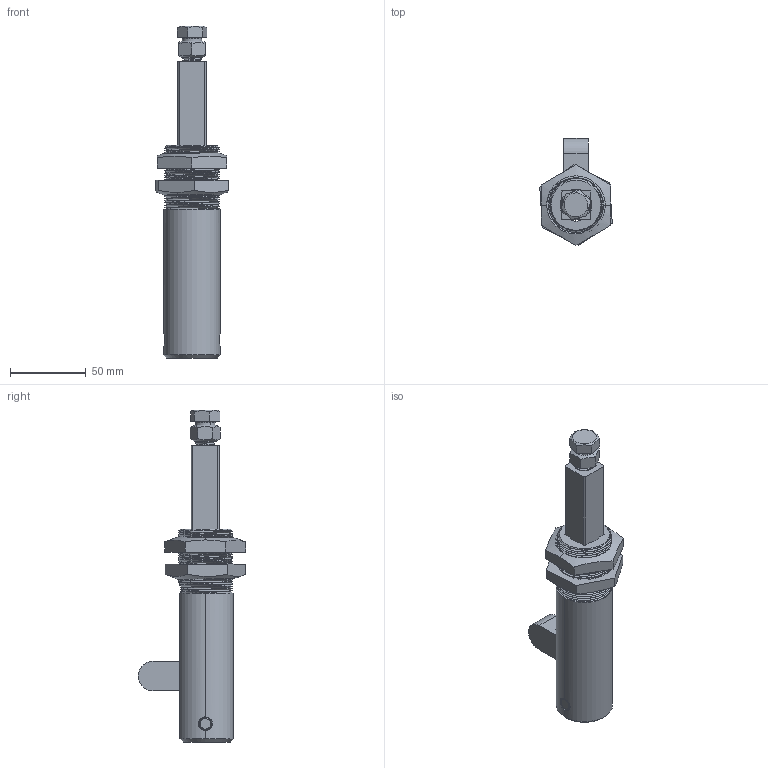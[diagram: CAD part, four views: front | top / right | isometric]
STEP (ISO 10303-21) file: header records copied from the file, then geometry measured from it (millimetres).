
FILE_DESCRIPTION (( 'STEP AP203' ), '1' );
FILE_NAME ('CH-30511M.STEP', '2017-11-28T11:37:02', ( 'Windows' ), ( 'Microsoft' ), 'SwSTEP 2.0', 'SolidWorks 2015', '' );
FILE_SCHEMA (( 'CONFIG_CONTROL_DESIGN' ));
Length unit declared in the file: millimetre
Products named in the file (12): CH-30510M-03___; CH-30509-07___; M12X50___; CH-30510M-02___; CH-30511M-01___; CH-30509-06___; CH-30510M-04___; CH-30509-09___; CH-30511M-02___; CH-30511M; M12___; CH-30509-08___
Assembly tree (12 placements, depth 2):
  CH-30511M
    CH-30511M-01___
    CH-30510M-04___
    CH-30511M-02___  x2
    M12___
    CH-30509-08___
    CH-30510M-03___
    CH-30509-07___
    M12X50___
    CH-30510M-02___
    CH-30509-06___
    CH-30509-09___
Bounding box: 47.66 x 70.62 x 218.5 mm (x, y, z)
Volume: 148914 mm3; surface area: 74275.1 mm2
Topology: 12 solids, 12 shells, 1116 faces, 3238 edges, 2139 vertices
Faces by surface type: plane 778, cylinder 250, cone 60, bspline 28
Entity records: 61009 total; most frequent: CARTESIAN_POINT 31796, ORIENTED_EDGE 6318, DIRECTION 5444, EDGE_CURVE 3159, VERTEX_POINT 2088, LINE 2042, VECTOR 2042, AXIS2_PLACEMENT_3D 1701
